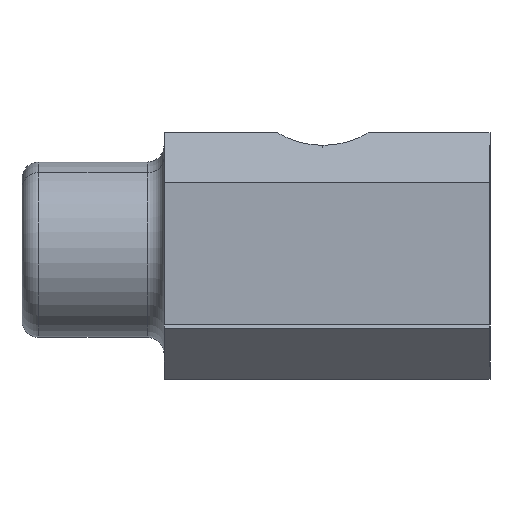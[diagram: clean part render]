
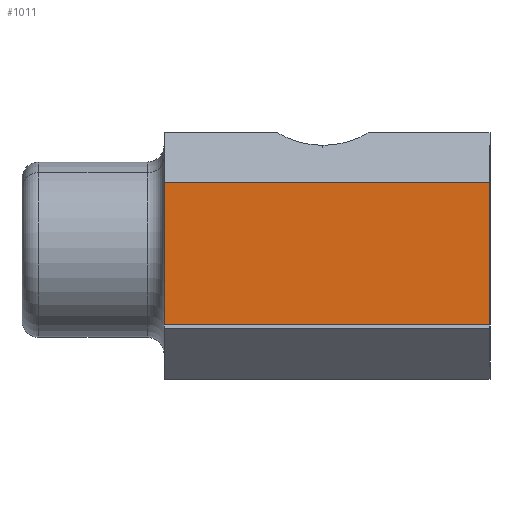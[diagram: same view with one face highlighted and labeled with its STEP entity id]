
A CAD part, left-side view. The second image highlights one B-rep face of the part: STEP entity #1011.
In plain terms, the highlighted planar face has unit normal (-1, 0, 0).
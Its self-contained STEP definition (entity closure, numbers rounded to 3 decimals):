
#991=AXIS2_PLACEMENT_3D('Plane Axis2P3D',#988,#989,#990) ;
#765=CARTESIAN_POINT('Vertex',(-32.5,25.,61.25)) ;
#768=CARTESIAN_POINT('Line Origine',(-32.5,25.,57.)) ;
#772=CARTESIAN_POINT('Vertex',(-32.5,25.,52.75)) ;
#969=CARTESIAN_POINT('Line Origine',(-32.5,34.75,52.75)) ;
#973=CARTESIAN_POINT('Vertex',(-32.5,44.5,52.75)) ;
#988=CARTESIAN_POINT('Axis2P3D Location',(-32.5,0.,52.75)) ;
#993=CARTESIAN_POINT('Line Origine',(-32.5,34.75,61.25)) ;
#997=CARTESIAN_POINT('Vertex',(-32.5,44.5,61.25)) ;
#1000=CARTESIAN_POINT('Line Origine',(-32.5,44.5,57.)) ;
#769=DIRECTION('Vector Direction',(0.,0.,1.)) ;
#970=DIRECTION('Vector Direction',(0.,-1.,0.)) ;
#989=DIRECTION('Axis2P3D Direction',(1.,0.,-0.)) ;
#990=DIRECTION('Axis2P3D XDirection',(0.,0.,1.)) ;
#994=DIRECTION('Vector Direction',(0.,-1.,0.)) ;
#1001=DIRECTION('Vector Direction',(0.,0.,1.)) ;
#770=VECTOR('Line Direction',#769,1.) ;
#971=VECTOR('Line Direction',#970,1.) ;
#995=VECTOR('Line Direction',#994,1.) ;
#1002=VECTOR('Line Direction',#1001,1.) ;
#1006=ORIENTED_EDGE('',*,*,#999,.F.) ;
#1007=ORIENTED_EDGE('',*,*,#1004,.T.) ;
#1008=ORIENTED_EDGE('',*,*,#975,.T.) ;
#1009=ORIENTED_EDGE('',*,*,#774,.F.) ;
#1011=ADVANCED_FACE('Terminali anteriori per cavi FCCuAl 50mmq superiori',(#1010),#992,.F.) ;
#774=EDGE_CURVE('',#766,#773,#771,.F.) ;
#975=EDGE_CURVE('',#974,#773,#972,.T.) ;
#999=EDGE_CURVE('',#998,#766,#996,.T.) ;
#1004=EDGE_CURVE('',#998,#974,#1003,.F.) ;
#1005=EDGE_LOOP('',(#1006,#1007,#1008,#1009)) ;
#1010=FACE_OUTER_BOUND('',#1005,.T.) ;
#771=LINE('Line',#768,#770) ;
#972=LINE('Line',#969,#971) ;
#996=LINE('Line',#993,#995) ;
#1003=LINE('Line',#1000,#1002) ;
#992=PLANE('',#991) ;
#766=VERTEX_POINT('',#765) ;
#773=VERTEX_POINT('',#772) ;
#974=VERTEX_POINT('',#973) ;
#998=VERTEX_POINT('',#997) ;
